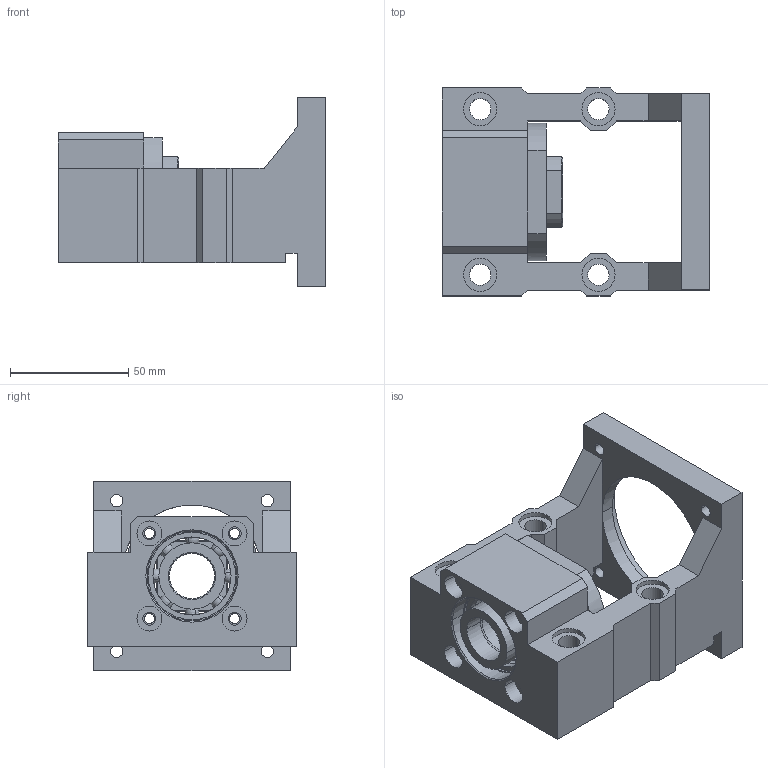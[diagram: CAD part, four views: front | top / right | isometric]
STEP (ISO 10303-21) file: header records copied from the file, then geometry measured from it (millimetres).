
FILE_DESCRIPTION(('CATIA V5 STEP Exchange'),'2;1');
FILE_NAME('TKZC20-80A-XT01580038.stp','2019-10-24T15:54:43+00:00',('none'),('none'),'CATIA Version 5 Release 20 GA (IN-10)','CATIA V5 STEP AP203','none');
FILE_SCHEMA(('CONFIG_CONTROL_DESIGN'));
Length unit declared in the file: millimetre
Products named in the file (1): TKZC20-80A-XT01580038_AllCATPart
Bounding box: 113 x 88 x 80 mm (x, y, z)
Volume: 234317.6 mm3; surface area: 71587.2 mm2
Topology: 18 solids, 22 shells, 282 faces, 704 edges, 422 vertices
Faces by surface type: cylinder 112, plane 96, sphere 32, torus 24, cone 18
Entity records: 7226 total; most frequent: ORIENTED_EDGE 1280, CARTESIAN_POINT 1269, DIRECTION 959, EDGE_CURVE 640, AXIS2_PLACEMENT_3D 506, VERTEX_POINT 422, EDGE_LOOP 342, CIRCLE 334
